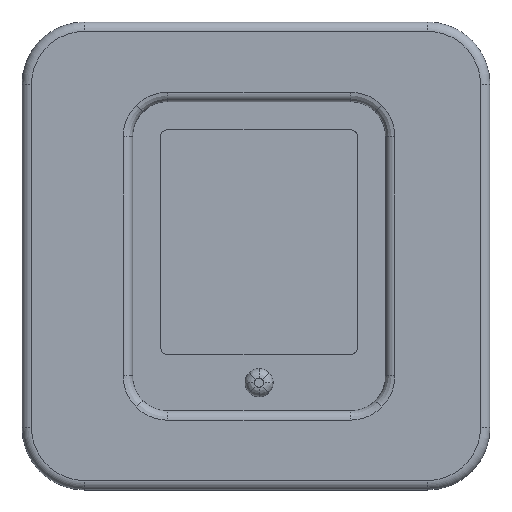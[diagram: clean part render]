
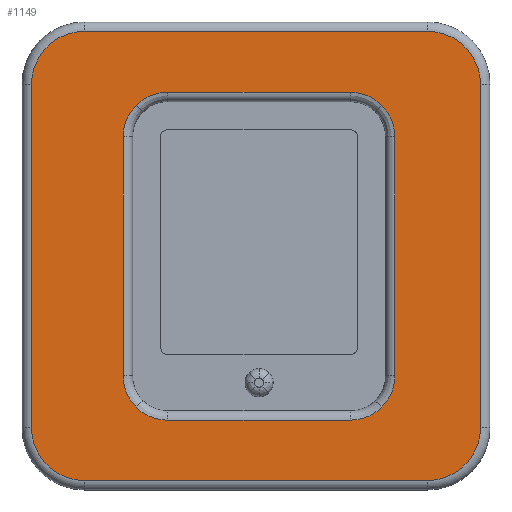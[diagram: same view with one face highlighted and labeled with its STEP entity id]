
A CAD part, top view. The second image highlights one B-rep face of the part: STEP entity #1149.
In plain terms, the highlighted planar face has unit normal (0, 0, 1).
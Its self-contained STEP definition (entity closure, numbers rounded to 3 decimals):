
#15=FACE_BOUND('',#294,.T.);
#37=PLANE('',#1250);
#57=LINE('',#2038,#129);
#59=LINE('',#2050,#131);
#61=LINE('',#2062,#133);
#63=LINE('',#2071,#135);
#71=LINE('',#2093,#143);
#72=LINE('',#2107,#144);
#73=LINE('',#2121,#145);
#74=LINE('',#2135,#146);
#129=VECTOR('',#1324,10.);
#131=VECTOR('',#1338,10.);
#133=VECTOR('',#1352,10.);
#135=VECTOR('',#1364,10.);
#143=VECTOR('',#1386,10.);
#144=VECTOR('',#1387,10.);
#145=VECTOR('',#1388,10.);
#146=VECTOR('',#1389,10.);
#220=FACE_OUTER_BOUND('',#293,.T.);
#293=EDGE_LOOP('',(#836,#837,#838,#839,#840,#841,#842,#843));
#294=EDGE_LOOP('',(#844,#845,#846,#847,#848,#849,#850,#851,#852,#853,#854,
#855));
#364=B_SPLINE_CURVE_WITH_KNOTS('',3,(#2095,#2096,#2097,#2098,#2099),
 .UNSPECIFIED.,.F.,.F.,(4,1,4),(-0.112,-0.056,0.),
 .UNSPECIFIED.);
#365=B_SPLINE_CURVE_WITH_KNOTS('',3,(#2101,#2102,#2103,#2104,#2105),
 .UNSPECIFIED.,.F.,.F.,(4,1,4),(-0.112,-0.056,0.),
 .UNSPECIFIED.);
#366=B_SPLINE_CURVE_WITH_KNOTS('',3,(#2109,#2110,#2111,#2112,#2113),
 .UNSPECIFIED.,.F.,.F.,(4,1,4),(-0.112,-0.056,0.),
 .UNSPECIFIED.);
#367=B_SPLINE_CURVE_WITH_KNOTS('',3,(#2115,#2116,#2117,#2118,#2119),
 .UNSPECIFIED.,.F.,.F.,(4,1,4),(-0.112,-0.056,
0.),.UNSPECIFIED.);
#368=B_SPLINE_CURVE_WITH_KNOTS('',3,(#2123,#2124,#2125,#2126,#2127),
 .UNSPECIFIED.,.F.,.F.,(4,1,4),(-0.112,-0.056,
0.),.UNSPECIFIED.);
#369=B_SPLINE_CURVE_WITH_KNOTS('',3,(#2129,#2130,#2131,#2132,#2133),
 .UNSPECIFIED.,.F.,.F.,(4,1,4),(-0.112,-0.056,
0.),.UNSPECIFIED.);
#370=B_SPLINE_CURVE_WITH_KNOTS('',3,(#2137,#2138,#2139,#2140,#2141),
 .UNSPECIFIED.,.F.,.F.,(4,1,4),(-0.112,-0.056,0.),
 .UNSPECIFIED.);
#371=B_SPLINE_CURVE_WITH_KNOTS('',3,(#2142,#2143,#2144,#2145,#2146),
 .UNSPECIFIED.,.F.,.F.,(4,1,4),(-0.112,-0.056,
0.),.UNSPECIFIED.);
#417=CIRCLE('',#1222,1.7);
#423=CIRCLE('',#1230,1.7);
#427=CIRCLE('',#1236,1.7);
#431=CIRCLE('',#1242,1.7);
#470=VERTEX_POINT('',#2026);
#471=VERTEX_POINT('',#2028);
#473=VERTEX_POINT('',#2034);
#475=VERTEX_POINT('',#2040);
#477=VERTEX_POINT('',#2046);
#479=VERTEX_POINT('',#2052);
#481=VERTEX_POINT('',#2058);
#483=VERTEX_POINT('',#2064);
#490=VERTEX_POINT('',#2091);
#491=VERTEX_POINT('',#2092);
#492=VERTEX_POINT('',#2094);
#493=VERTEX_POINT('',#2100);
#494=VERTEX_POINT('',#2106);
#495=VERTEX_POINT('',#2108);
#496=VERTEX_POINT('',#2114);
#497=VERTEX_POINT('',#2120);
#498=VERTEX_POINT('',#2122);
#499=VERTEX_POINT('',#2128);
#500=VERTEX_POINT('',#2134);
#501=VERTEX_POINT('',#2136);
#590=EDGE_CURVE('',#470,#471,#417,.T.);
#595=EDGE_CURVE('',#471,#473,#57,.T.);
#598=EDGE_CURVE('',#473,#475,#423,.T.);
#601=EDGE_CURVE('',#475,#477,#59,.T.);
#604=EDGE_CURVE('',#477,#479,#427,.T.);
#607=EDGE_CURVE('',#479,#481,#61,.T.);
#610=EDGE_CURVE('',#481,#483,#431,.T.);
#612=EDGE_CURVE('',#483,#470,#63,.T.);
#622=EDGE_CURVE('',#490,#491,#71,.T.);
#623=EDGE_CURVE('',#492,#490,#364,.T.);
#624=EDGE_CURVE('',#493,#492,#365,.T.);
#625=EDGE_CURVE('',#494,#493,#72,.T.);
#626=EDGE_CURVE('',#495,#494,#366,.T.);
#627=EDGE_CURVE('',#496,#495,#367,.T.);
#628=EDGE_CURVE('',#497,#496,#73,.T.);
#629=EDGE_CURVE('',#498,#497,#368,.T.);
#630=EDGE_CURVE('',#499,#498,#369,.T.);
#631=EDGE_CURVE('',#500,#499,#74,.T.);
#632=EDGE_CURVE('',#501,#500,#370,.T.);
#633=EDGE_CURVE('',#491,#501,#371,.T.);
#836=ORIENTED_EDGE('',*,*,#590,.F.);
#837=ORIENTED_EDGE('',*,*,#612,.F.);
#838=ORIENTED_EDGE('',*,*,#610,.F.);
#839=ORIENTED_EDGE('',*,*,#607,.F.);
#840=ORIENTED_EDGE('',*,*,#604,.F.);
#841=ORIENTED_EDGE('',*,*,#601,.F.);
#842=ORIENTED_EDGE('',*,*,#598,.F.);
#843=ORIENTED_EDGE('',*,*,#595,.F.);
#844=ORIENTED_EDGE('',*,*,#622,.F.);
#845=ORIENTED_EDGE('',*,*,#623,.F.);
#846=ORIENTED_EDGE('',*,*,#624,.F.);
#847=ORIENTED_EDGE('',*,*,#625,.F.);
#848=ORIENTED_EDGE('',*,*,#626,.F.);
#849=ORIENTED_EDGE('',*,*,#627,.F.);
#850=ORIENTED_EDGE('',*,*,#628,.F.);
#851=ORIENTED_EDGE('',*,*,#629,.F.);
#852=ORIENTED_EDGE('',*,*,#630,.F.);
#853=ORIENTED_EDGE('',*,*,#631,.F.);
#854=ORIENTED_EDGE('',*,*,#632,.F.);
#855=ORIENTED_EDGE('',*,*,#633,.F.);
#1149=ADVANCED_FACE('',(#220,#15),#37,.T.);
#1222=AXIS2_PLACEMENT_3D('',#2029,#1313,#1314);
#1230=AXIS2_PLACEMENT_3D('',#2044,#1331,#1332);
#1236=AXIS2_PLACEMENT_3D('',#2056,#1345,#1346);
#1242=AXIS2_PLACEMENT_3D('',#2068,#1359,#1360);
#1250=AXIS2_PLACEMENT_3D('',#2090,#1384,#1385);
#1313=DIRECTION('center_axis',(0.,0.,-1.));
#1314=DIRECTION('ref_axis',(0.707,0.707,0.));
#1324=DIRECTION('',(0.,-1.,0.));
#1331=DIRECTION('center_axis',(0.,0.,-1.));
#1332=DIRECTION('ref_axis',(0.707,-0.707,0.));
#1338=DIRECTION('',(-1.,0.,0.));
#1345=DIRECTION('center_axis',(0.,0.,-1.));
#1346=DIRECTION('ref_axis',(-0.707,-0.707,0.));
#1352=DIRECTION('',(0.,1.,0.));
#1359=DIRECTION('center_axis',(0.,0.,-1.));
#1360=DIRECTION('ref_axis',(-0.707,0.707,0.));
#1364=DIRECTION('',(1.,0.,0.));
#1384=DIRECTION('center_axis',(0.,0.,1.));
#1385=DIRECTION('ref_axis',(1.,0.,0.));
#1386=DIRECTION('',(-1.,0.,0.));
#1387=DIRECTION('',(0.,1.,0.));
#1388=DIRECTION('',(1.,0.,0.));
#1389=DIRECTION('',(0.,-1.,0.));
#2026=CARTESIAN_POINT('',(5.5,7.2,0.));
#2028=CARTESIAN_POINT('',(7.2,5.5,0.));
#2029=CARTESIAN_POINT('Origin',(5.5,5.5,0.));
#2034=CARTESIAN_POINT('',(7.2,-5.5,0.));
#2038=CARTESIAN_POINT('',(7.2,3.75,0.));
#2040=CARTESIAN_POINT('',(5.5,-7.2,0.));
#2044=CARTESIAN_POINT('Origin',(5.5,-5.5,0.));
#2046=CARTESIAN_POINT('',(-5.5,-7.2,0.));
#2050=CARTESIAN_POINT('',(3.75,-7.2,0.));
#2052=CARTESIAN_POINT('',(-7.2,-5.5,0.));
#2056=CARTESIAN_POINT('Origin',(-5.5,-5.5,0.));
#2058=CARTESIAN_POINT('',(-7.2,5.5,0.));
#2062=CARTESIAN_POINT('',(-7.2,-3.75,0.));
#2064=CARTESIAN_POINT('',(-5.5,7.2,0.));
#2068=CARTESIAN_POINT('Origin',(-5.5,5.5,0.));
#2071=CARTESIAN_POINT('',(-3.75,7.2,0.));
#2090=CARTESIAN_POINT('Origin',(0.,0.,0.));
#2091=CARTESIAN_POINT('',(3.026,5.246,0.));
#2092=CARTESIAN_POINT('',(-2.83,5.246,0.));
#2093=CARTESIAN_POINT('',(-1.415,5.246,0.));
#2094=CARTESIAN_POINT('',(4.033,4.827,0.));
#2095=CARTESIAN_POINT('Ctrl Pts',(4.033,4.827,0.));
#2096=CARTESIAN_POINT('Ctrl Pts',(3.901,4.959,0.));
#2097=CARTESIAN_POINT('Ctrl Pts',(3.588,5.177,0.));
#2098=CARTESIAN_POINT('Ctrl Pts',(3.212,5.246,0.));
#2099=CARTESIAN_POINT('Ctrl Pts',(3.026,5.246,0.));
#2100=CARTESIAN_POINT('',(4.452,3.82,0.));
#2101=CARTESIAN_POINT('Ctrl Pts',(4.452,3.82,0.));
#2102=CARTESIAN_POINT('Ctrl Pts',(4.452,4.007,0.));
#2103=CARTESIAN_POINT('Ctrl Pts',(4.383,4.382,0.));
#2104=CARTESIAN_POINT('Ctrl Pts',(4.165,4.695,0.));
#2105=CARTESIAN_POINT('Ctrl Pts',(4.033,4.827,0.));
#2106=CARTESIAN_POINT('',(4.452,-3.837,0.));
#2107=CARTESIAN_POINT('',(4.452,1.91,0.));
#2108=CARTESIAN_POINT('',(4.033,-4.845,0.));
#2109=CARTESIAN_POINT('Ctrl Pts',(4.033,-4.845,0.));
#2110=CARTESIAN_POINT('Ctrl Pts',(4.165,-4.712,0.));
#2111=CARTESIAN_POINT('Ctrl Pts',(4.383,-4.399,0.));
#2112=CARTESIAN_POINT('Ctrl Pts',(4.452,-4.024,0.));
#2113=CARTESIAN_POINT('Ctrl Pts',(4.452,-3.837,0.));
#2114=CARTESIAN_POINT('',(3.026,-5.263,0.));
#2115=CARTESIAN_POINT('Ctrl Pts',(3.026,-5.263,0.));
#2116=CARTESIAN_POINT('Ctrl Pts',(3.212,-5.263,0.));
#2117=CARTESIAN_POINT('Ctrl Pts',(3.588,-5.195,0.));
#2118=CARTESIAN_POINT('Ctrl Pts',(3.901,-4.977,0.));
#2119=CARTESIAN_POINT('Ctrl Pts',(4.033,-4.845,0.));
#2120=CARTESIAN_POINT('',(-2.83,-5.263,0.));
#2121=CARTESIAN_POINT('',(1.513,-5.263,0.));
#2122=CARTESIAN_POINT('',(-3.837,-4.845,0.));
#2123=CARTESIAN_POINT('Ctrl Pts',(-3.837,-4.845,0.));
#2124=CARTESIAN_POINT('Ctrl Pts',(-3.705,-4.977,0.));
#2125=CARTESIAN_POINT('Ctrl Pts',(-3.392,-5.195,0.));
#2126=CARTESIAN_POINT('Ctrl Pts',(-3.017,-5.263,0.));
#2127=CARTESIAN_POINT('Ctrl Pts',(-2.83,-5.263,0.));
#2128=CARTESIAN_POINT('',(-4.256,-3.837,0.));
#2129=CARTESIAN_POINT('Ctrl Pts',(-4.256,-3.837,0.));
#2130=CARTESIAN_POINT('Ctrl Pts',(-4.256,-4.024,0.));
#2131=CARTESIAN_POINT('Ctrl Pts',(-4.187,-4.399,0.));
#2132=CARTESIAN_POINT('Ctrl Pts',(-3.969,-4.712,0.));
#2133=CARTESIAN_POINT('Ctrl Pts',(-3.837,-4.845,0.));
#2134=CARTESIAN_POINT('',(-4.256,3.82,0.));
#2135=CARTESIAN_POINT('',(-4.256,-1.919,0.));
#2136=CARTESIAN_POINT('',(-3.837,4.827,0.));
#2137=CARTESIAN_POINT('Ctrl Pts',(-3.837,4.827,0.));
#2138=CARTESIAN_POINT('Ctrl Pts',(-3.969,4.695,0.));
#2139=CARTESIAN_POINT('Ctrl Pts',(-4.187,4.382,0.));
#2140=CARTESIAN_POINT('Ctrl Pts',(-4.256,4.007,0.));
#2141=CARTESIAN_POINT('Ctrl Pts',(-4.256,3.82,0.));
#2142=CARTESIAN_POINT('Ctrl Pts',(-2.83,5.246,0.));
#2143=CARTESIAN_POINT('Ctrl Pts',(-3.017,5.246,0.));
#2144=CARTESIAN_POINT('Ctrl Pts',(-3.392,5.177,0.));
#2145=CARTESIAN_POINT('Ctrl Pts',(-3.705,4.959,0.));
#2146=CARTESIAN_POINT('Ctrl Pts',(-3.837,4.827,0.));
